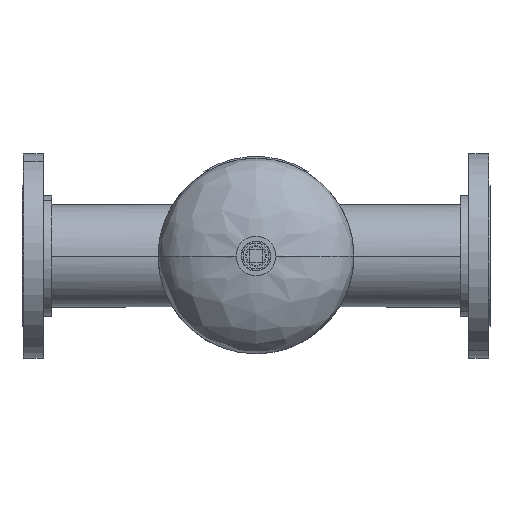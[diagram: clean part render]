
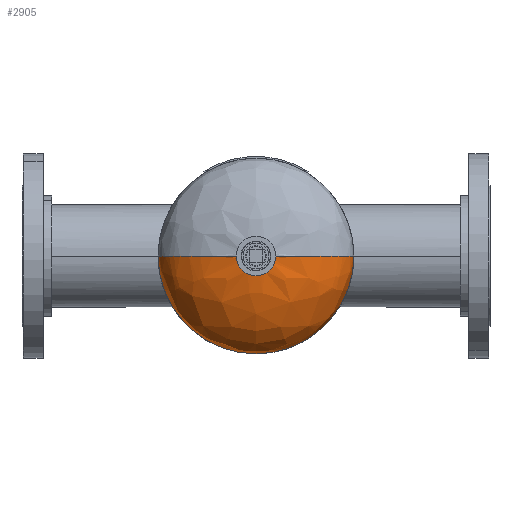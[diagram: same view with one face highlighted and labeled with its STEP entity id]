
A CAD part, front view. The second image highlights one B-rep face of the part: STEP entity #2905.
In plain terms, the highlighted free-form (B-spline) face has degree [3, 3] with [4, 4] control points.
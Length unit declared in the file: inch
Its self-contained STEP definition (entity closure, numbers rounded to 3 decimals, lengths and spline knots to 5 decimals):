
#56 = VERTEX_POINT ( 'NONE', #2066 ) ;
#261 = EDGE_CURVE ( 'NONE', #56, #749, #1196, .T. ) ;
#386 = ORIENTED_EDGE ( 'NONE', *, *, #2270, .F. ) ;
#528 = CARTESIAN_POINT ( 'NONE',  ( 0., 3.96469, -0.75 ) ) ;
#549 = CARTESIAN_POINT ( 'NONE',  ( -4.3125, 2.85898, -8.625 ) ) ;
#554 = CARTESIAN_POINT ( 'NONE',  ( -0.75, 3.96469, 0. ) ) ;
#636 = AXIS2_PLACEMENT_3D ( 'NONE', #1834, #6198, #644 ) ;
#644 = DIRECTION ( 'NONE',  ( 1., 0., 0. ) ) ;
#749 = VERTEX_POINT ( 'NONE', #8046 ) ;
#1129 = VERTEX_POINT ( 'NONE', #528 ) ;
#1196 =( BOUNDED_CURVE ( )  B_SPLINE_CURVE ( 3, ( #6390, #5675, #6301, #1849 ),
 .UNSPECIFIED., .F., .T. ) 
 B_SPLINE_CURVE_WITH_KNOTS ( ( 4, 4 ),
 ( 0., 1.39599 ),
 .UNSPECIFIED. ) 
 CURVE ( )  GEOMETRIC_REPRESENTATION_ITEM ( )  RATIONAL_B_SPLINE_CURVE ( ( 1., 0.844, 0.844, 1. ) ) 
 REPRESENTATION_ITEM ( '' )  );
#1233 = CARTESIAN_POINT ( 'NONE',  ( 4.3125, 2.85898, 0. ) ) ;
#1301 = AXIS2_PLACEMENT_3D ( 'NONE', #6753, #3750, #6910 ) ;
#1834 = CARTESIAN_POINT ( 'NONE',  ( 0., 3.96469, 0. ) ) ;
#1849 = CARTESIAN_POINT ( 'NONE',  ( 0.75, 3.96469, 0. ) ) ;
#1893 = CARTESIAN_POINT ( 'NONE',  ( 2.90565, 3.76013, -5.81131 ) ) ;
#2066 = CARTESIAN_POINT ( 'NONE',  ( 4.3125, 1.68275, 0. ) ) ;
#2270 = EDGE_CURVE ( 'NONE', #1129, #7884, #3519, .T. ) ;
#2373 = EDGE_CURVE ( 'NONE', #5960, #56, #5068, .T. ) ;
#2461 = CARTESIAN_POINT ( 'NONE',  ( -4.3125, 2.85898, 0. ) ) ;
#2846 = ORIENTED_EDGE ( 'NONE', *, *, #4399, .T. ) ;
#2905 = ADVANCED_FACE ( 'NONE', ( #6314 ), #5428, .T. ) ;
#3186 = CARTESIAN_POINT ( 'NONE',  ( 2.90565, 3.76013, 0. ) ) ;
#3519 = CIRCLE ( 'NONE', #636, 0.75 ) ;
#3730 = CARTESIAN_POINT ( 'NONE',  ( -2.90565, 3.76013, 0. ) ) ;
#3750 = DIRECTION ( 'NONE',  ( 0., 1., 0. ) ) ;
#3760 = EDGE_CURVE ( 'NONE', #749, #1129, #5089, .T. ) ;
#3773 = CARTESIAN_POINT ( 'NONE',  ( -4.3125, 2.85898, 0. ) ) ;
#3959 = CARTESIAN_POINT ( 'NONE',  ( -4.3125, 1.68275, 0. ) ) ;
#4375 = CARTESIAN_POINT ( 'NONE',  ( -0.75, 3.96469, 0. ) ) ;
#4399 = EDGE_CURVE ( 'NONE', #5960, #7884, #7603, .T. ) ;
#4685 = DIRECTION ( 'NONE',  ( 0., -1., 0. ) ) ;
#4963 = CARTESIAN_POINT ( 'NONE',  ( 0.75, 3.96469, -1.5 ) ) ;
#4998 = CARTESIAN_POINT ( 'NONE',  ( -2.90565, 3.76013, -5.81131 ) ) ;
#5033 = CARTESIAN_POINT ( 'NONE',  ( -2.90565, 3.76013, 0. ) ) ;
#5068 = CIRCLE ( 'NONE', #6784, 4.3125 ) ;
#5080 = CARTESIAN_POINT ( 'NONE',  ( -4.3125, 1.68275, 0. ) ) ;
#5089 = CIRCLE ( 'NONE', #1301, 0.75 ) ;
#5300 = DIRECTION ( 'NONE',  ( 1., 0., 0. ) ) ;
#5428 =( BOUNDED_SURFACE ( )  B_SPLINE_SURFACE ( 3, 3, ( 
 ( #5080, #8027, #8072, #6932 ),
 ( #3773, #549, #6188, #1233 ),
 ( #5033, #4998, #1893, #3186 ),
 ( #4375, #6885, #4963, #5687 ) ),
 .UNSPECIFIED., .F., .F., .F. ) 
 B_SPLINE_SURFACE_WITH_KNOTS ( ( 4, 4 ),
 ( 4, 4 ),
 ( 0., 1. ),
 ( 0., 1. ),
 .UNSPECIFIED. ) 
 GEOMETRIC_REPRESENTATION_ITEM ( )  RATIONAL_B_SPLINE_SURFACE ( (
 ( 1., 0.333, 0.333, 1.),
 ( 0.844, 0.281, 0.281, 0.844),
 ( 0.844, 0.281, 0.281, 0.844),
 ( 1., 0.333, 0.333, 1.) ) ) 
 REPRESENTATION_ITEM ( '' )  SURFACE ( )  );
#5542 = ORIENTED_EDGE ( 'NONE', *, *, #261, .F. ) ;
#5675 = CARTESIAN_POINT ( 'NONE',  ( 4.3125, 2.85898, 0. ) ) ;
#5687 = CARTESIAN_POINT ( 'NONE',  ( 0.75, 3.96469, 0. ) ) ;
#5960 = VERTEX_POINT ( 'NONE', #3959 ) ;
#6188 = CARTESIAN_POINT ( 'NONE',  ( 4.3125, 2.85898, -8.625 ) ) ;
#6198 = DIRECTION ( 'NONE',  ( 0., 1., 0. ) ) ;
#6233 = CARTESIAN_POINT ( 'NONE',  ( -0.75, 3.96469, 0. ) ) ;
#6301 = CARTESIAN_POINT ( 'NONE',  ( 2.90565, 3.76013, 0. ) ) ;
#6314 = FACE_OUTER_BOUND ( 'NONE', #7780, .T. ) ;
#6390 = CARTESIAN_POINT ( 'NONE',  ( 4.3125, 1.68275, 0. ) ) ;
#6753 = CARTESIAN_POINT ( 'NONE',  ( 0., 3.96469, 0. ) ) ;
#6784 = AXIS2_PLACEMENT_3D ( 'NONE', #7020, #4685, #5300 ) ;
#6846 = CARTESIAN_POINT ( 'NONE',  ( -4.3125, 1.68275, 0. ) ) ;
#6885 = CARTESIAN_POINT ( 'NONE',  ( -0.75, 3.96469, -1.5 ) ) ;
#6910 = DIRECTION ( 'NONE',  ( 1., 0., 0. ) ) ;
#6932 = CARTESIAN_POINT ( 'NONE',  ( 4.3125, 1.68275, 0. ) ) ;
#7020 = CARTESIAN_POINT ( 'NONE',  ( 0., 1.68275, 0. ) ) ;
#7108 = ORIENTED_EDGE ( 'NONE', *, *, #2373, .F. ) ;
#7603 =( BOUNDED_CURVE ( )  B_SPLINE_CURVE ( 3, ( #6846, #2461, #3730, #6233 ),
 .UNSPECIFIED., .F., .F. ) 
 B_SPLINE_CURVE_WITH_KNOTS ( ( 4, 4 ),
 ( 0., 1.39599 ),
 .UNSPECIFIED. ) 
 CURVE ( )  GEOMETRIC_REPRESENTATION_ITEM ( )  RATIONAL_B_SPLINE_CURVE ( ( 1., 0.844, 0.844, 1. ) ) 
 REPRESENTATION_ITEM ( '' )  );
#7751 = ORIENTED_EDGE ( 'NONE', *, *, #3760, .F. ) ;
#7780 = EDGE_LOOP ( 'NONE', ( #7108, #2846, #386, #7751, #5542 ) ) ;
#7884 = VERTEX_POINT ( 'NONE', #554 ) ;
#8027 = CARTESIAN_POINT ( 'NONE',  ( -4.3125, 1.68275, -8.625 ) ) ;
#8046 = CARTESIAN_POINT ( 'NONE',  ( 0.75, 3.96469, 0. ) ) ;
#8072 = CARTESIAN_POINT ( 'NONE',  ( 4.3125, 1.68275, -8.625 ) ) ;
